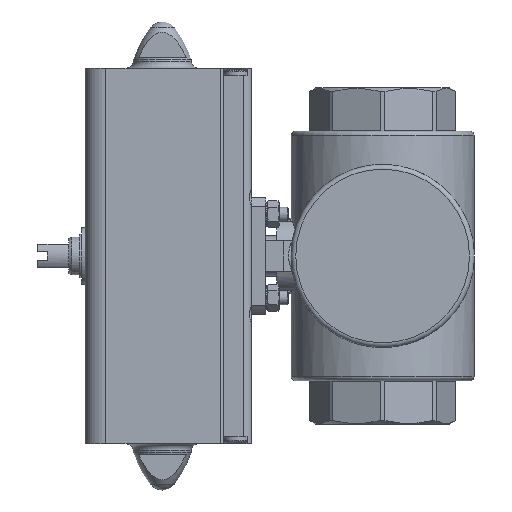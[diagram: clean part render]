
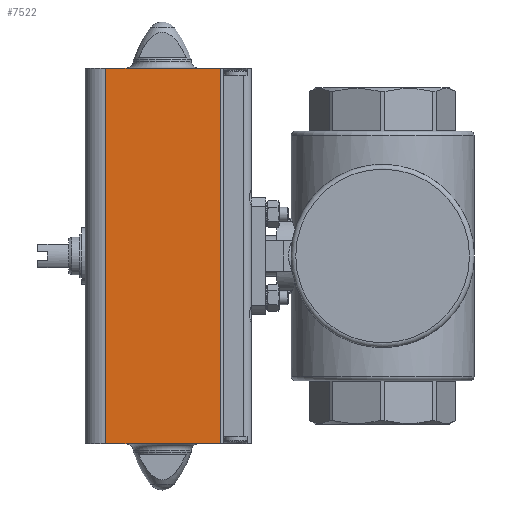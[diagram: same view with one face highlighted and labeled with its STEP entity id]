
A CAD part, left-side view. The second image highlights one B-rep face of the part: STEP entity #7522.
In plain terms, the highlighted planar face has unit normal (-1, 0, 0).
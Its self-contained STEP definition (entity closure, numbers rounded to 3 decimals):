
#267=PLANE('',#8264);
#728=LINE('',#12422,#1320);
#729=LINE('',#12425,#1321);
#730=LINE('',#12427,#1322);
#731=LINE('',#12429,#1323);
#1320=VECTOR('',#9824,1000.);
#1321=VECTOR('',#9825,1000.);
#1322=VECTOR('',#9826,1000.);
#1323=VECTOR('',#9827,1000.);
#2807=ORIENTED_EDGE('',*,*,#4401,.T.);
#2808=ORIENTED_EDGE('',*,*,#4402,.F.);
#2809=ORIENTED_EDGE('',*,*,#4403,.F.);
#2810=ORIENTED_EDGE('',*,*,#4404,.T.);
#4401=EDGE_CURVE('',#5273,#5274,#728,.T.);
#4402=EDGE_CURVE('',#5275,#5274,#729,.T.);
#4403=EDGE_CURVE('',#5276,#5275,#730,.T.);
#4404=EDGE_CURVE('',#5276,#5273,#731,.T.);
#5273=VERTEX_POINT('',#12423);
#5274=VERTEX_POINT('',#12424);
#5275=VERTEX_POINT('',#12426);
#5276=VERTEX_POINT('',#12428);
#6216=EDGE_LOOP('',(#2807,#2808,#2809,#2810));
#6855=FACE_BOUND('',#6216,.T.);
#7522=ADVANCED_FACE('',(#6855),#267,.F.);
#8264=AXIS2_PLACEMENT_3D('',#12421,#9822,#9823);
#9822=DIRECTION('',(1.,0.,0.));
#9823=DIRECTION('',(0.,0.,-1.));
#9824=DIRECTION('',(0.,-1.,0.));
#9825=DIRECTION('',(0.,0.,-1.));
#9826=DIRECTION('',(0.,-1.,0.));
#9827=DIRECTION('',(0.,0.,-1.));
#12421=CARTESIAN_POINT('',(-32.7,23.9,79.5));
#12422=CARTESIAN_POINT('',(-32.7,23.9,-79.5));
#12423=CARTESIAN_POINT('',(-32.7,23.9,-79.5));
#12424=CARTESIAN_POINT('',(-32.7,-24.7,-79.5));
#12425=CARTESIAN_POINT('',(-32.7,-24.7,79.5));
#12426=CARTESIAN_POINT('',(-32.7,-24.7,79.5));
#12427=CARTESIAN_POINT('',(-32.7,23.9,79.5));
#12428=CARTESIAN_POINT('',(-32.7,23.9,79.5));
#12429=CARTESIAN_POINT('',(-32.7,23.9,79.5));
